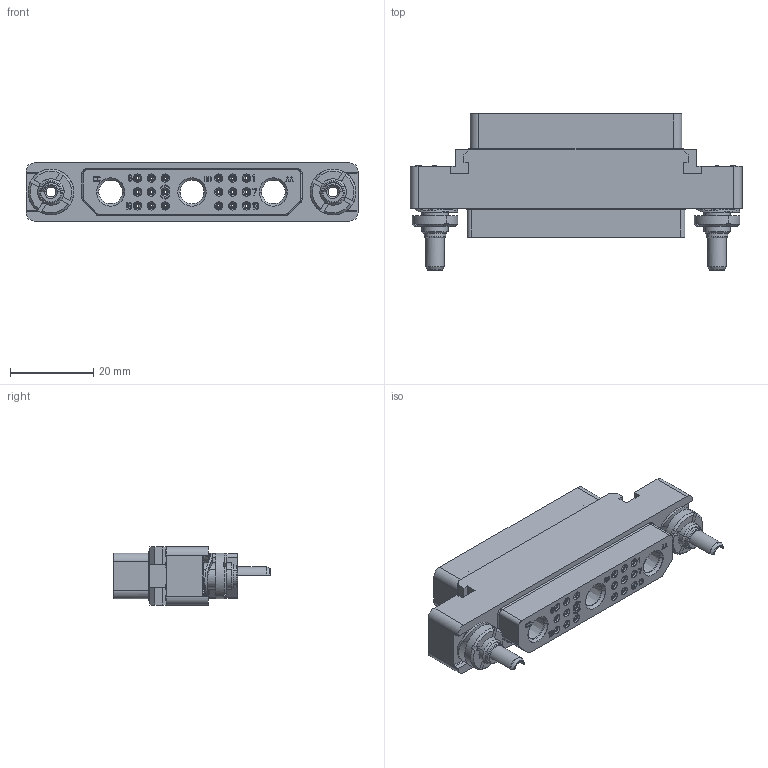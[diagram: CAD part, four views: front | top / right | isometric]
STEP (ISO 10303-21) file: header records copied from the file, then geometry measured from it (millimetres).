
FILE_DESCRIPTION((''),'2;1');
FILE_NAME('1900ND08S1B00A','2019-10-30T',('presta_be4'),(''),'CREO PARAMETRIC BY PTC INC, 2018360','CREO PARAMETRIC BY PTC INC, 2018360','');
FILE_SCHEMA(('CONFIG_CONTROL_DESIGN'));
Products named in the file (1): 1900ND08S1B00A
Bounding box: 80 x 37.75 x 14 mm (x, y, z)
Volume: 15402.7 mm3; surface area: 15127.4 mm2
Topology: 1 solids, 1 shells, 3041 faces, 7567 edges, 4734 vertices
Faces by surface type: plane 1591, cylinder 642, torus 478, cone 300, extrusion 26, bspline 4
Entity records: 95785 total; most frequent: CARTESIAN_POINT 21826, DIRECTION 15792, ORIENTED_EDGE 15126, EDGE_CURVE 7563, AXIS2_PLACEMENT_3D 5447, VECTOR 4898, LINE 4872, VERTEX_POINT 4734
